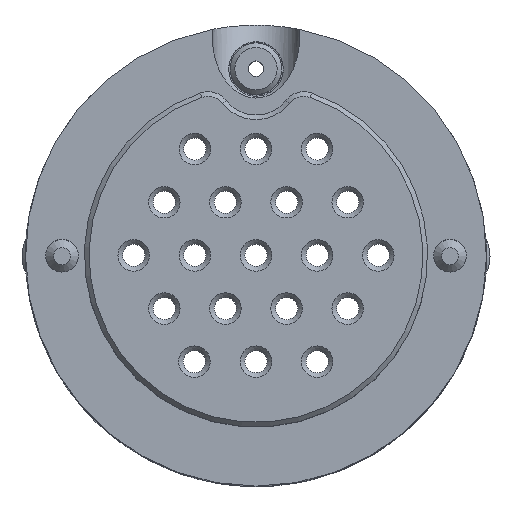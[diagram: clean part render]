
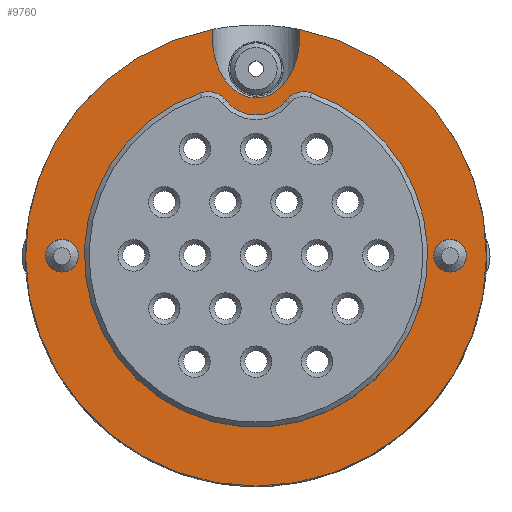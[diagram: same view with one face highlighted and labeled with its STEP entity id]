
A CAD part, top view. The second image highlights one B-rep face of the part: STEP entity #9760.
In plain terms, the highlighted face is planar.
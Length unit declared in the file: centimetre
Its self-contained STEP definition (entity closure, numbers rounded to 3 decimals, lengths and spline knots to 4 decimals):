
#280=ELLIPSE('',#17965,0.3359,0.2375);
#366=CIRCLE('',#17979,0.2032);
#367=CIRCLE('',#17981,0.127);
#463=CIRCLE('',#18155,0.0889);
#464=CIRCLE('',#18158,0.0889);
#468=CIRCLE('',#18163,1.2446);
#469=CIRCLE('',#18164,0.9271);
#470=CIRCLE('',#18165,0.127);
#719=PLANE('',#18162);
#2768=VERTEX_POINT('',#16872);
#2769=VERTEX_POINT('',#16873);
#2779=VERTEX_POINT('',#16966);
#2780=VERTEX_POINT('',#16968);
#2781=VERTEX_POINT('',#16972);
#2877=VERTEX_POINT('',#17243);
#2878=VERTEX_POINT('',#17247);
#2885=VERTEX_POINT('',#17262);
#4539=EDGE_CURVE('',#2768,#2769,#280,.T.);
#4555=EDGE_CURVE('',#2780,#2779,#366,.T.);
#4558=EDGE_CURVE('',#2781,#2779,#367,.F.);
#4654=EDGE_CURVE('',#2877,#2877,#463,.T.);
#4655=EDGE_CURVE('',#2878,#2878,#464,.T.);
#4663=EDGE_CURVE('',#2769,#2768,#468,.T.);
#4664=EDGE_CURVE('',#2781,#2885,#469,.T.);
#4665=EDGE_CURVE('',#2780,#2885,#470,.F.);
#6899=ORIENTED_EDGE('',*,*,#4539,.T.);
#6900=ORIENTED_EDGE('',*,*,#4663,.T.);
#6901=ORIENTED_EDGE('',*,*,#4654,.T.);
#6902=ORIENTED_EDGE('',*,*,#4655,.T.);
#6903=ORIENTED_EDGE('',*,*,#4558,.F.);
#6904=ORIENTED_EDGE('',*,*,#4664,.T.);
#6905=ORIENTED_EDGE('',*,*,#4665,.F.);
#6906=ORIENTED_EDGE('',*,*,#4555,.T.);
#8251=EDGE_LOOP('',(#6899,#6900));
#8252=EDGE_LOOP('',(#6901));
#8253=EDGE_LOOP('',(#6902));
#8254=EDGE_LOOP('',(#6903,#6904,#6905,#6906));
#9068=FACE_BOUND('',#8251,.T.);
#9069=FACE_BOUND('',#8252,.T.);
#9070=FACE_BOUND('',#8253,.T.);
#9071=FACE_BOUND('',#8254,.T.);
#9760=ADVANCED_FACE('',(#9068,#9069,#9070,#9071),#719,.T.);
#10994=DIRECTION('',(-1.,0.,0.));
#10995=DIRECTION('',(0.,0.336,0.));
#11027=DIRECTION('',(1.,0.,0.));
#11028=DIRECTION('',(0.,0.,-0.203));
#11033=DIRECTION('',(-1.,0.,0.));
#11034=DIRECTION('',(0.,0.122,0.036));
#11380=DIRECTION('',(-1.,0.,0.));
#11381=DIRECTION('',(0.,0.,-0.089));
#11386=DIRECTION('',(-1.,0.,0.));
#11387=DIRECTION('',(0.,0.,-0.089));
#11396=DIRECTION('',(1.,0.,0.));
#11397=DIRECTION('',(1.,0.,0.));
#11398=DIRECTION('',(0.,0.,-1.245));
#11399=DIRECTION('',(-1.,0.,0.));
#11400=DIRECTION('',(0.,0.,-0.927));
#11401=DIRECTION('',(-1.,0.,0.));
#11402=DIRECTION('',(0.,0.122,-0.036));
#16871=CARTESIAN_POINT('',(2.0701,1.1871,0.));
#16872=CARTESIAN_POINT('',(2.0701,1.222,-0.2362));
#16873=CARTESIAN_POINT('',(2.0701,1.222,0.2362));
#16966=CARTESIAN_POINT('',(2.0701,0.8355,-0.1596));
#16967=CARTESIAN_POINT('',(2.0701,0.9613,0.));
#16968=CARTESIAN_POINT('',(2.0701,0.8355,0.1596));
#16972=CARTESIAN_POINT('',(2.0701,0.877,-0.3005));
#16973=CARTESIAN_POINT('',(2.0701,0.7569,-0.2594));
#17242=CARTESIAN_POINT('',(2.0701,0.,1.0478));
#17243=CARTESIAN_POINT('',(2.0701,0.,1.1367));
#17246=CARTESIAN_POINT('',(2.0701,0.,-1.0478));
#17247=CARTESIAN_POINT('',(2.0701,0.,-0.9589));
#17259=CARTESIAN_POINT('',(2.0701,0.,0.));
#17260=CARTESIAN_POINT('',(2.0701,0.,0.));
#17261=CARTESIAN_POINT('',(2.0701,0.,0.));
#17262=CARTESIAN_POINT('',(2.0701,0.877,0.3005));
#17263=CARTESIAN_POINT('',(2.0701,0.7569,0.2594));
#17965=AXIS2_PLACEMENT_3D('',#16871,#10994,#10995);
#17979=AXIS2_PLACEMENT_3D('',#16967,#11027,#11028);
#17981=AXIS2_PLACEMENT_3D('',#16973,#11033,#11034);
#18155=AXIS2_PLACEMENT_3D('',#17242,#11380,#11381);
#18158=AXIS2_PLACEMENT_3D('',#17246,#11386,#11387);
#18162=AXIS2_PLACEMENT_3D('',#17259,#11396,$);
#18163=AXIS2_PLACEMENT_3D('',#17260,#11397,#11398);
#18164=AXIS2_PLACEMENT_3D('',#17261,#11399,#11400);
#18165=AXIS2_PLACEMENT_3D('',#17263,#11401,#11402);
